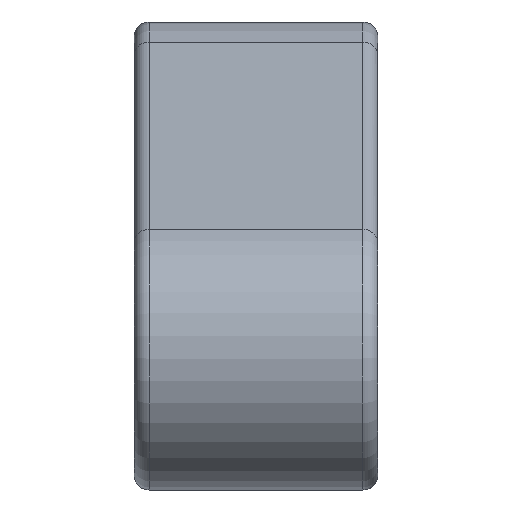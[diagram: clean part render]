
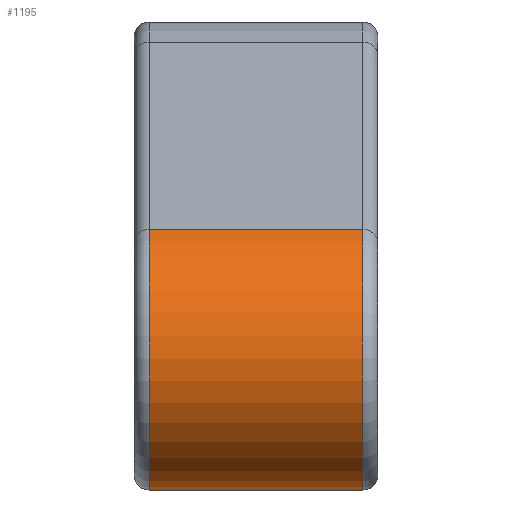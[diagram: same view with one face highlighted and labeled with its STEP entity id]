
A CAD part, left-side view. The second image highlights one B-rep face of the part: STEP entity #1195.
In plain terms, the highlighted cylindrical face has radius 45 mm (diameter 90 mm), a partial arc.
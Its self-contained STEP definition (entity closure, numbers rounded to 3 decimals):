
#63=LINE('',#2164,#114);
#65=LINE('',#2168,#116);
#114=VECTOR('',#1658,10.);
#116=VECTOR('',#1662,10.);
#153=CYLINDRICAL_SURFACE('',#1344,45.);
#210=FACE_OUTER_BOUND('',#287,.T.);
#287=EDGE_LOOP('',(#895,#896,#897,#898));
#361=CIRCLE('',#1259,45.);
#416=CIRCLE('',#1345,45.);
#484=VERTEX_POINT('',#1926);
#485=VERTEX_POINT('',#1927);
#534=VERTEX_POINT('',#2163);
#535=VERTEX_POINT('',#2167);
#590=EDGE_CURVE('',#484,#485,#361,.T.);
#671=EDGE_CURVE('',#534,#485,#63,.T.);
#673=EDGE_CURVE('',#535,#484,#65,.T.);
#674=EDGE_CURVE('',#534,#535,#416,.T.);
#895=ORIENTED_EDGE('',*,*,#590,.F.);
#896=ORIENTED_EDGE('',*,*,#673,.F.);
#897=ORIENTED_EDGE('',*,*,#674,.F.);
#898=ORIENTED_EDGE('',*,*,#671,.T.);
#1195=ADVANCED_FACE('',(#210),#153,.T.);
#1259=AXIS2_PLACEMENT_3D('',#1928,#1465,#1466);
#1344=AXIS2_PLACEMENT_3D('',#2166,#1660,#1661);
#1345=AXIS2_PLACEMENT_3D('',#2169,#1663,#1664);
#1465=DIRECTION('center_axis',(0.,-1.,0.));
#1466=DIRECTION('ref_axis',(-0.958,0.,-0.286));
#1658=DIRECTION('',(0.,-1.,0.));
#1660=DIRECTION('center_axis',(0.,-1.,0.));
#1661=DIRECTION('ref_axis',(-1.,0.,0.));
#1662=DIRECTION('',(0.,-1.,0.));
#1663=DIRECTION('center_axis',(0.,1.,0.));
#1664=DIRECTION('ref_axis',(-0.958,0.,-0.286));
#1926=CARTESIAN_POINT('',(1176.387,2964.624,631.824));
#1927=CARTESIAN_POINT('',(1201.845,2964.624,546.637));
#1928=CARTESIAN_POINT('Origin',(1195.807,2964.624,591.23));
#2163=CARTESIAN_POINT('',(1201.845,3034.624,546.637));
#2164=CARTESIAN_POINT('',(1201.845,3039.624,546.637));
#2166=CARTESIAN_POINT('Origin',(1195.807,3039.624,591.23));
#2167=CARTESIAN_POINT('',(1176.387,3034.624,631.824));
#2168=CARTESIAN_POINT('',(1176.387,3039.624,631.824));
#2169=CARTESIAN_POINT('Origin',(1195.807,3034.624,591.23));
